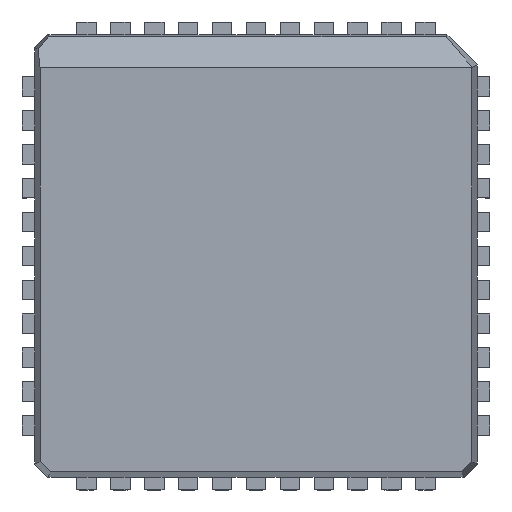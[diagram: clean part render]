
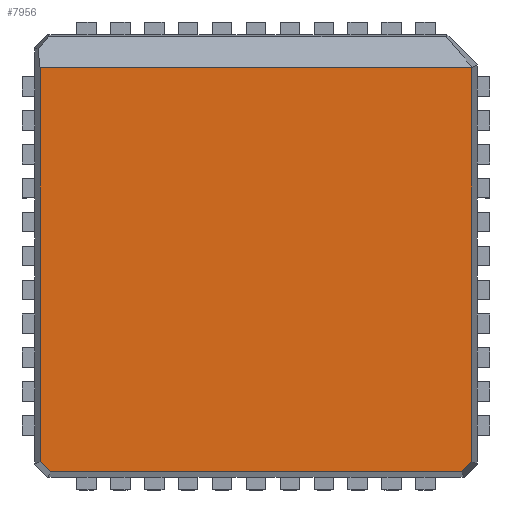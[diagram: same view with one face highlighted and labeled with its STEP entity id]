
A CAD part, top view. The second image highlights one B-rep face of the part: STEP entity #7956.
In plain terms, the highlighted planar face has unit normal (0, 0, 1).
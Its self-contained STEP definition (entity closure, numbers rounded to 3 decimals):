
#6815 = VERTEX_POINT ( 'NONE', #9914 ) ;
#6818 = EDGE_CURVE ( 'NONE', #6815, #6819, #9968, .T. ) ;
#6819 = VERTEX_POINT ( 'NONE', #9964 ) ;
#7167 = VERTEX_POINT ( 'NONE', #10520 ) ;
#7220 = EDGE_CURVE ( 'NONE', #6819, #7167, #10568, .T. ) ;
#7363 = VERTEX_POINT ( 'NONE', #10777 ) ;
#7443 = EDGE_CURVE ( 'NONE', #7167, #7363, #10936, .T. ) ;
#7872 = EDGE_LOOP ( 'NONE', ( #7874, #7949, #7952, #7916, #7982, #7983 ) ) ;
#7874 = ORIENTED_EDGE ( 'NONE', *, *, #7948, .T. ) ;
#7875 = VERTEX_POINT ( 'NONE', #11664 ) ;
#7890 = VERTEX_POINT ( 'NONE', #11672 ) ;
#7894 = EDGE_CURVE ( 'NONE', #7890, #6815, #11724, .T. ) ;
#7916 = ORIENTED_EDGE ( 'NONE', *, *, #7220, .F. ) ;
#7948 = EDGE_CURVE ( 'NONE', #7890, #7875, #11762, .T. ) ;
#7949 = ORIENTED_EDGE ( 'NONE', *, *, #7950, .T. ) ;
#7950 = EDGE_CURVE ( 'NONE', #7875, #7363, #11820, .T. ) ;
#7952 = ORIENTED_EDGE ( 'NONE', *, *, #7443, .F. ) ;
#7956 = ADVANCED_FACE ( 'NONE', ( #11807 ), #11853, .T. ) ;
#7982 = ORIENTED_EDGE ( 'NONE', *, *, #6818, .F. ) ;
#7983 = ORIENTED_EDGE ( 'NONE', *, *, #7894, .F. ) ;
#9914 = CARTESIAN_POINT ( 'NONE',  ( -8.089, -7.708, 4.385 ) ) ;
#9964 = CARTESIAN_POINT ( 'NONE',  ( -8.089, 7.047, 4.385 ) ) ;
#9965 = DIRECTION ( 'NONE',  ( 0., 1., 0. ) ) ;
#9966 = VECTOR ( 'NONE', #9965, 1000. ) ;
#9967 = CARTESIAN_POINT ( 'NONE',  ( -8.089, -0.521, 4.385 ) ) ;
#9968 = LINE ( 'NONE', #9967, #9966 ) ;
#10520 = CARTESIAN_POINT ( 'NONE',  ( 8.089, 7.048, 4.385 ) ) ;
#10565 = DIRECTION ( 'NONE',  ( 1., 0., 0. ) ) ;
#10566 = VECTOR ( 'NONE', #10565, 1000. ) ;
#10567 = CARTESIAN_POINT ( 'NONE',  ( 0., 7.047, 4.385 ) ) ;
#10568 = LINE ( 'NONE', #10567, #10566 ) ;
#10777 = CARTESIAN_POINT ( 'NONE',  ( 8.089, -7.708, 4.385 ) ) ;
#10933 = DIRECTION ( 'NONE',  ( 0., -1., 0. ) ) ;
#10934 = VECTOR ( 'NONE', #10933, 1000. ) ;
#10935 = CARTESIAN_POINT ( 'NONE',  ( 8.089, -0.521, 4.385 ) ) ;
#10936 = LINE ( 'NONE', #10935, #10934 ) ;
#11664 = CARTESIAN_POINT ( 'NONE',  ( 7.708, -8.089, 4.385 ) ) ;
#11672 = CARTESIAN_POINT ( 'NONE',  ( -7.708, -8.089, 4.385 ) ) ;
#11721 = DIRECTION ( 'NONE',  ( -0.707, 0.707, 0. ) ) ;
#11722 = VECTOR ( 'NONE', #11721, 1000. ) ;
#11723 = CARTESIAN_POINT ( 'NONE',  ( -7.627, -8.17, 4.385 ) ) ;
#11724 = LINE ( 'NONE', #11723, #11722 ) ;
#11762 = LINE ( 'NONE', #11823, #11822 ) ;
#11807 = FACE_OUTER_BOUND ( 'NONE', #7872, .T. ) ;
#11817 = DIRECTION ( 'NONE',  ( 0.707, 0.707, 0. ) ) ;
#11818 = VECTOR ( 'NONE', #11817, 1000. ) ;
#11819 = CARTESIAN_POINT ( 'NONE',  ( 7.899, -7.899, 4.385 ) ) ;
#11820 = LINE ( 'NONE', #11819, #11818 ) ;
#11821 = DIRECTION ( 'NONE',  ( 1., 0., 0. ) ) ;
#11822 = VECTOR ( 'NONE', #11821, 1000. ) ;
#11823 = CARTESIAN_POINT ( 'NONE',  ( 0., -8.089, 4.385 ) ) ;
#11849 = DIRECTION ( 'NONE',  ( 0., -1., 0. ) ) ;
#11850 = DIRECTION ( 'NONE',  ( 0., 0., 1. ) ) ;
#11851 = CARTESIAN_POINT ( 'NONE',  ( -8.412, 7.35, 4.385 ) ) ;
#11852 = AXIS2_PLACEMENT_3D ( 'NONE', #11851, #11850, #11849 ) ;
#11853 = PLANE ( 'NONE',  #11852 ) ;
